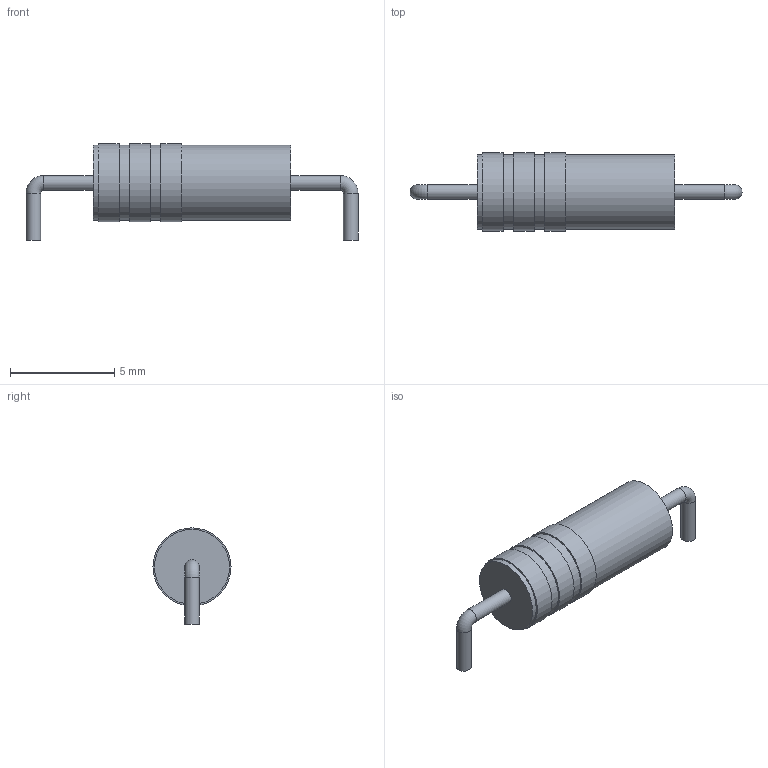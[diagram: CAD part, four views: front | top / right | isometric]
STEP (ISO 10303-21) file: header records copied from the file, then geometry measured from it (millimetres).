
FILE_DESCRIPTION(('FreeCAD Model'),'2;1');
FILE_NAME('band_1_sp_sp.step','2019-04-21T14:09:36',( 'kicad StepUp'),('ksu MCAD'),'Open CASCADE STEP processor 7.2', 'FreeCAD','Unknown');
FILE_SCHEMA(('AUTOMOTIVE_DESIGN { 1 0 10303 214 1 1 1 1 }'));
Length unit declared in the file: millimetre
Products named in the file (1): band_1_sp_sp
Bounding box: 15.94 x 3.75 x 4.62 mm (x, y, z)
Volume: 103.5 mm3; surface area: 158.2 mm2
Topology: 1 solids, 1 shells, 23 faces, 35 edges, 22 vertices
Faces by surface type: cylinder 11, plane 10, torus 2
Full cylindrical faces by diameter (mm): 0.7 x4, 3.6 x4, 3.75 x3
Entity records: 698 total; most frequent: DIRECTION 107, CARTESIAN_POINT 81, ORIENTED_EDGE 70, AXIS2_PLACEMENT_3D 48, EDGE_CURVE 35, FACE_BOUND 31, EDGE_LOOP 31, CIRCLE 24
